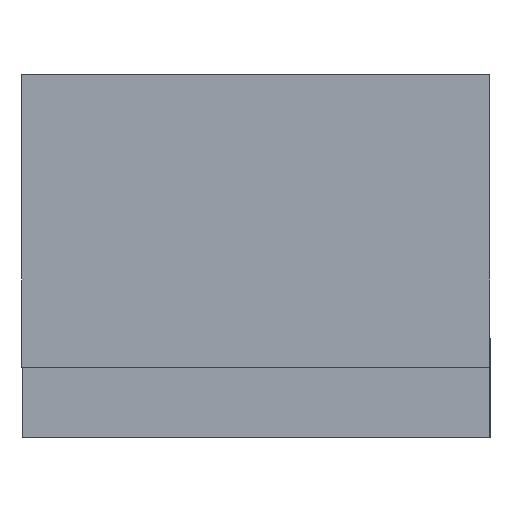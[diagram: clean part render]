
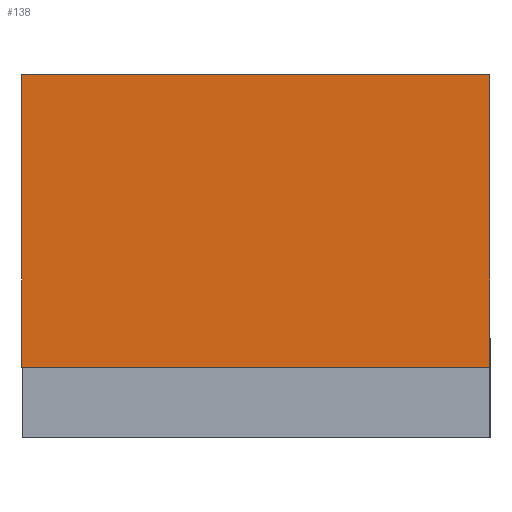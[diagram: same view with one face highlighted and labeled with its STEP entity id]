
A CAD part, left-side view. The second image highlights one B-rep face of the part: STEP entity #138.
In plain terms, the highlighted planar face has unit normal (-1, 0, 0).
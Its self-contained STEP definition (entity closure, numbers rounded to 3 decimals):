
#3 = EDGE_CURVE ( 'NONE', #485, #288, #240, .T. ) ;
#5 = VECTOR ( 'NONE', #457, 1000. ) ;
#11 = CARTESIAN_POINT ( 'NONE',  ( 0., 0., 2.5 ) ) ;
#24 = DIRECTION ( 'NONE',  ( 0., -1., 0. ) ) ;
#31 = LINE ( 'NONE', #234, #162 ) ;
#46 = VERTEX_POINT ( 'NONE', #191 ) ;
#47 = ORIENTED_EDGE ( 'NONE', *, *, #90, .T. ) ;
#49 = EDGE_CURVE ( 'NONE', #46, #436, #465, .T. ) ;
#65 = DIRECTION ( 'NONE',  ( 0., 0., -1. ) ) ;
#69 = EDGE_CURVE ( 'NONE', #46, #485, #31, .T. ) ;
#90 = EDGE_CURVE ( 'NONE', #436, #288, #136, .T. ) ;
#103 = CARTESIAN_POINT ( 'NONE',  ( 0., 4., 0. ) ) ;
#128 = ORIENTED_EDGE ( 'NONE', *, *, #3, .F. ) ;
#136 = LINE ( 'NONE', #280, #203 ) ;
#138 = ADVANCED_FACE ( 'NONE', ( #224 ), #382, .F. ) ;
#162 = VECTOR ( 'NONE', #422, 1000. ) ;
#191 = CARTESIAN_POINT ( 'NONE',  ( 0., 4., 2.5 ) ) ;
#198 = DIRECTION ( 'NONE',  ( 1., 0., 0. ) ) ;
#203 = VECTOR ( 'NONE', #24, 1000. ) ;
#224 = FACE_OUTER_BOUND ( 'NONE', #273, .T. ) ;
#230 = CARTESIAN_POINT ( 'NONE',  ( 0., 4., 2.5 ) ) ;
#234 = CARTESIAN_POINT ( 'NONE',  ( 0., 0., 2.5 ) ) ;
#240 = LINE ( 'NONE', #562, #5 ) ;
#273 = EDGE_LOOP ( 'NONE', ( #47, #128, #493, #450 ) ) ;
#280 = CARTESIAN_POINT ( 'NONE',  ( 0., 0., 0. ) ) ;
#288 = VERTEX_POINT ( 'NONE', #487 ) ;
#361 = VECTOR ( 'NONE', #554, 1000. ) ;
#382 = PLANE ( 'NONE',  #555 ) ;
#422 = DIRECTION ( 'NONE',  ( 0., -1., 0. ) ) ;
#436 = VERTEX_POINT ( 'NONE', #103 ) ;
#450 = ORIENTED_EDGE ( 'NONE', *, *, #49, .T. ) ;
#457 = DIRECTION ( 'NONE',  ( 0., 0., -1. ) ) ;
#465 = LINE ( 'NONE', #230, #361 ) ;
#485 = VERTEX_POINT ( 'NONE', #11 ) ;
#487 = CARTESIAN_POINT ( 'NONE',  ( 0., 0., 0. ) ) ;
#493 = ORIENTED_EDGE ( 'NONE', *, *, #69, .F. ) ;
#554 = DIRECTION ( 'NONE',  ( 0., 0., -1. ) ) ;
#555 = AXIS2_PLACEMENT_3D ( 'NONE', #563, #198, #65 ) ;
#562 = CARTESIAN_POINT ( 'NONE',  ( 0., 0., 2.5 ) ) ;
#563 = CARTESIAN_POINT ( 'NONE',  ( 0., 0., 2.5 ) ) ;
